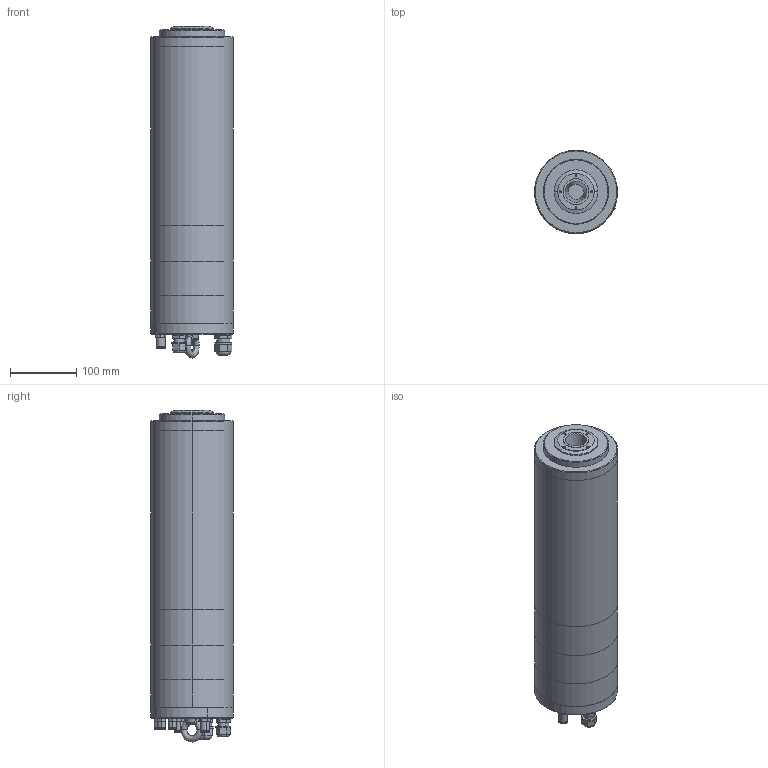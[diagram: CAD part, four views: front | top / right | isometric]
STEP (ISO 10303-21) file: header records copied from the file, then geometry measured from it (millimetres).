
FILE_DESCRIPTION (( 'STEP AP214' ), '1' );
FILE_NAME ('GDL125-30-18Z-7.5-4P.STEP', '2024-07-15T09:58:57', ( '00' ), ( '' ), 'SwSTEP 2.0', 'SolidWorks 2018', '' );
FILE_SCHEMA (( 'AUTOMOTIVE_DESIGN' ));
Length unit declared in the file: millimetre
Products named in the file (13): GDL125-30-18Z-7.5-4P; gdl125-30-18z-7.5-4P儂褲; gdl125-30-18z-7.5-4P气缸3; 籵蚚M10阨郲_1; gdl125-30-18z-7.5-4P气缸1; GDL125綴裔; 陓瘍羲壽M12_1; gdl125-30-18z-7.5-4P气缸2; gdl125-30-18z-7.5-4P气缸4; 萇埭羲壽M16_1; gdl125-30-18z-7.5-4P前螺母; GB 825-88________M8__16(20__).STEP_1; 籵蚚M10ァ郲_2
Assembly tree (15 placements, depth 3):
  GDL125-30-18Z-7.5-4P
    gdl125-30-18z-7.5-4P儂褲
    gdl125-30-18z-7.5-4P前螺母
    gdl125-30-18z-7.5-4P气缸1
    gdl125-30-18z-7.5-4P气缸2
    gdl125-30-18z-7.5-4P气缸3
    GDL125綴裔
      gdl125-30-18z-7.5-4P气缸4
      萇埭羲壽M16_1
      籵蚚M10ァ郲_2  x3
      籵蚚M10阨郲_1  x2
      陓瘍羲壽M12_1
    GB 825-88________M8__16(20__).STEP_1
Bounding box: 125 x 125 x 500.1 mm (x, y, z)
Volume: 5591677.8 mm3; surface area: 354481.3 mm2
Topology: 14 solids, 14 shells, 337 faces, 750 edges, 467 vertices
Faces by surface type: plane 148, cylinder 138, cone 36, torus 12, bspline 3
Entity records: 12708 total; most frequent: CARTESIAN_POINT 2992, DIRECTION 1428, ORIENTED_EDGE 1180, EDGE_CURVE 590, AXIS2_PLACEMENT_3D 573, VERTEX_POINT 371, EDGE_LOOP 327, UNCERTAINTY_MEASURE_WITH_UNIT 306
